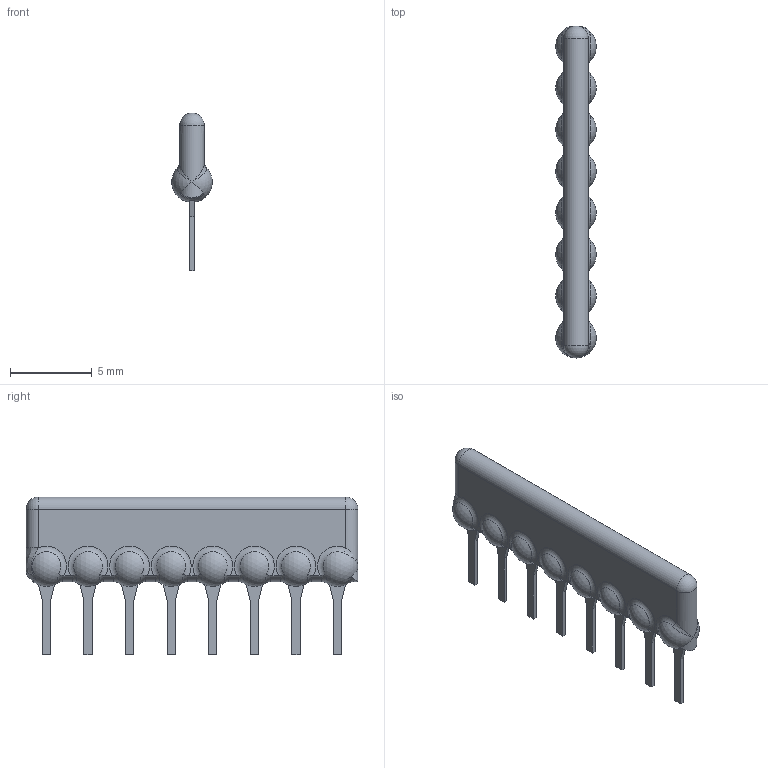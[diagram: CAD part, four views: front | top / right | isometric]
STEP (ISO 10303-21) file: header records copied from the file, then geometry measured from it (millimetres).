
FILE_DESCRIPTION((''),'2;1');
FILE_NAME('4614M','2012-08-22T',('ryans'),('Bourns, Inc.'),'PRO/ENGINEER BY PARAMETRIC TECHNOLOGY CORPORATION, 2010100','PRO/ENGINEER BY PARAMETRIC TECHNOLOGY CORPORATION, 2010100','');
FILE_SCHEMA(('CONFIG_CONTROL_DESIGN'));
Length unit declared in the file: millimetre
Products named in the file (1): 4614M
Bounding box: 2.48 x 20.27 x 9.65 mm (x, y, z)
Volume: 169.1 mm3; surface area: 347.3 mm2
Topology: 1 solids, 17 shells, 198 faces, 430 edges, 270 vertices
Faces by surface type: plane 91, torus 32, cone 32, cylinder 28, sphere 10, bspline 5
Entity records: 6047 total; most frequent: CARTESIAN_POINT 1836, ORIENTED_EDGE 852, DIRECTION 844, EDGE_CURVE 426, AXIS2_PLACEMENT_3D 332, VERTEX_POINT 270, EDGE_LOOP 206, FACE_OUTER_BOUND 198
